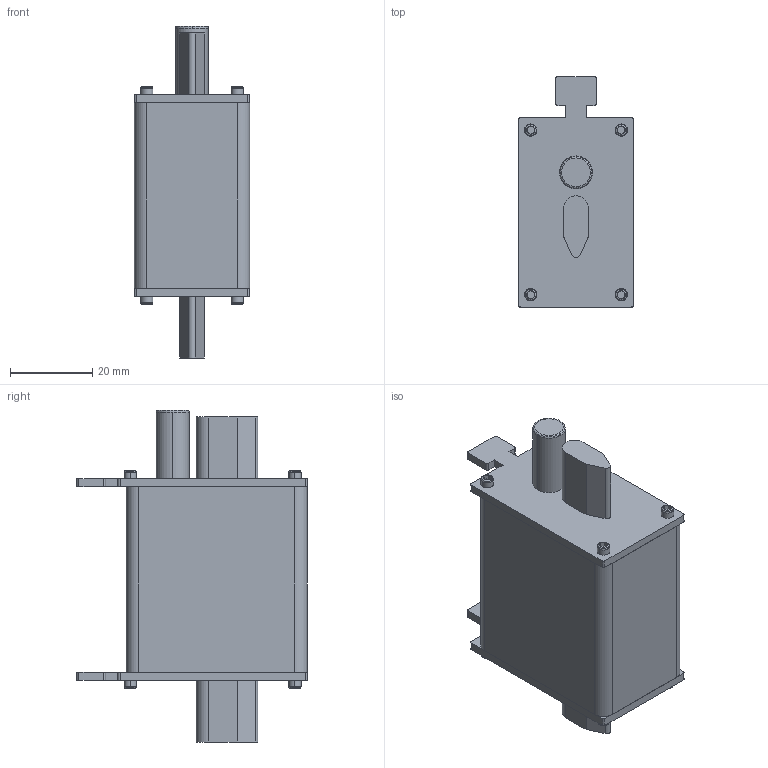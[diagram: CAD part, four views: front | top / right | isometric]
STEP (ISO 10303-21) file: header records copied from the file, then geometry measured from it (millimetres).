
FILE_DESCRIPTION((''),'2;1');
FILE_NAME('NV00_ETI_ASM','2019-08-26T',('marketing.praksa'),('Audax d.o.o.'),'CREO PARAMETRIC BY PTC INC, 2017480','CREO PARAMETRIC BY PTC INC, 2017480','');
FILE_SCHEMA(('AUTOMOTIVE_DESIGN { 1 0 10303 214 1 1 1 1 }'));
Length unit declared in the file: millimetre
Products named in the file (20): 2C8; 1AC; 1E6; 1ED; 1F4; 1FB; 202; 206; 20B; 211; 218; 21F; 226; 22D; 2BE-86; 2BE-87; 2BE-88; 2EA; PRODUCT_1_ASM; NV00_ETI_ASM
Assembly tree (19 placements, depth 3):
  NV00_ETI_ASM
    PRODUCT_1_ASM
      2C8
      1AC
      1E6
      1ED
      1F4
      1FB
      202
      206
      20B
      211
      218
      21F
      226
      22D
      2BE-86
      2BE-87
      2BE-88
      2EA
Bounding box: 28 x 56 x 80.7 mm (x, y, z)
Volume: 63597.1 mm3; surface area: 17487 mm2
Topology: 18 solids, 19 shells, 364 faces, 840 edges, 516 vertices
Faces by surface type: plane 228, cylinder 96, torus 36, sphere 4
Entity records: 14260 total; most frequent: DIRECTION 1972, CARTESIAN_POINT 1906, ORIENTED_EDGE 1672, PRESENTATION_STYLE_ASSIGNMENT 854, STYLED_ITEM 854, CURVE_STYLE 836, EDGE_CURVE 836, AXIS2_PLACEMENT_3D 731
